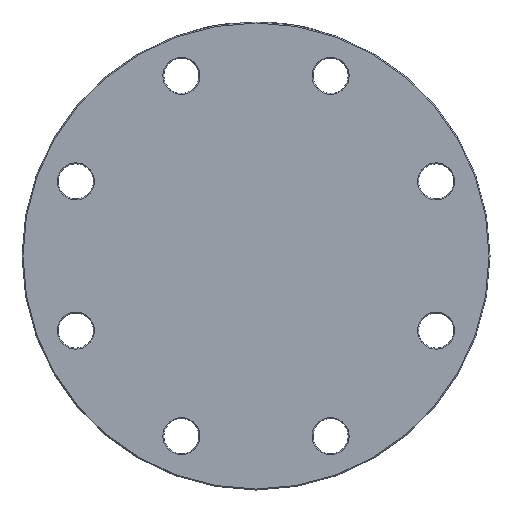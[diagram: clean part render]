
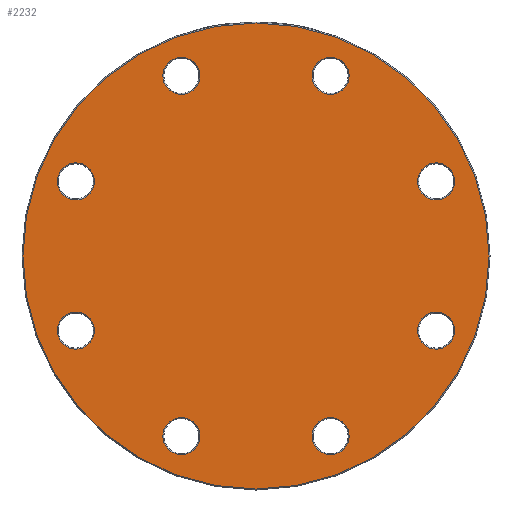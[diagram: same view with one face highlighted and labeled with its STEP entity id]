
A CAD part, left-side view. The second image highlights one B-rep face of the part: STEP entity #2232.
In plain terms, the highlighted planar face has unit normal (-1, 0, 0).
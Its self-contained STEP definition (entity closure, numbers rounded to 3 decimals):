
#27 = CARTESIAN_POINT ( 'NONE',  ( 0., 38.268, -101.888 ) ) ;
#38 = EDGE_LOOP ( 'NONE', ( #4667 ) ) ;
#53 = VERTEX_POINT ( 'NONE', #5056 ) ;
#63 = EDGE_CURVE ( 'NONE', #2443, #2443, #4571, .T. ) ;
#68 = EDGE_LOOP ( 'NONE', ( #5333 ) ) ;
#90 = DIRECTION ( 'NONE',  ( 1., 0., 0. ) ) ;
#106 = EDGE_LOOP ( 'NONE', ( #4195 ) ) ;
#109 = VERTEX_POINT ( 'NONE', #4725 ) ;
#145 = CARTESIAN_POINT ( 'NONE',  ( 0., -38.268, -92.388 ) ) ;
#241 = ORIENTED_EDGE ( 'NONE', *, *, #1502, .T. ) ;
#281 = AXIS2_PLACEMENT_3D ( 'NONE', #5293, #2182, #3535 ) ;
#284 = AXIS2_PLACEMENT_3D ( 'NONE', #145, #3890, #3016 ) ;
#321 = CARTESIAN_POINT ( 'NONE',  ( 0., -92.388, 38.268 ) ) ;
#326 = DIRECTION ( 'NONE',  ( 0., 0., -1. ) ) ;
#335 = PLANE ( 'NONE',  #1680 ) ;
#344 = ORIENTED_EDGE ( 'NONE', *, *, #2105, .T. ) ;
#386 = FACE_BOUND ( 'NONE', #1784, .T. ) ;
#444 = FACE_BOUND ( 'NONE', #38, .T. ) ;
#541 = AXIS2_PLACEMENT_3D ( 'NONE', #3634, #5309, #2813 ) ;
#623 = AXIS2_PLACEMENT_3D ( 'NONE', #3757, #2436, #2027 ) ;
#631 = AXIS2_PLACEMENT_3D ( 'NONE', #1092, #4053, #1519 ) ;
#648 = DIRECTION ( 'NONE',  ( 1., 0., 0. ) ) ;
#757 = CARTESIAN_POINT ( 'NONE',  ( 0., 38.268, -92.388 ) ) ;
#786 = EDGE_CURVE ( 'NONE', #1668, #1668, #1862, .T. ) ;
#892 = CARTESIAN_POINT ( 'NONE',  ( 0., -38.268, 82.888 ) ) ;
#958 = CARTESIAN_POINT ( 'NONE',  ( 0., 92.388, 38.268 ) ) ;
#959 = DIRECTION ( 'NONE',  ( 0., 0., -1. ) ) ;
#1092 = CARTESIAN_POINT ( 'NONE',  ( 0., -38.268, 92.388 ) ) ;
#1140 = CARTESIAN_POINT ( 'NONE',  ( 0., 0., 0. ) ) ;
#1217 = DIRECTION ( 'NONE',  ( 1., 0., 0. ) ) ;
#1268 = CARTESIAN_POINT ( 'NONE',  ( 0., -38.268, -101.888 ) ) ;
#1502 = EDGE_CURVE ( 'NONE', #2553, #2553, #1510, .T. ) ;
#1510 = CIRCLE ( 'NONE', #281, 119.5 ) ;
#1519 = DIRECTION ( 'NONE',  ( 0., 0., -1. ) ) ;
#1562 = AXIS2_PLACEMENT_3D ( 'NONE', #321, #648, #2411 ) ;
#1570 = FACE_BOUND ( 'NONE', #1757, .T. ) ;
#1598 = CIRCLE ( 'NONE', #4758, 9.5 ) ;
#1650 = FACE_BOUND ( 'NONE', #3390, .T. ) ;
#1668 = VERTEX_POINT ( 'NONE', #1696 ) ;
#1680 = AXIS2_PLACEMENT_3D ( 'NONE', #1140, #1217, #2062 ) ;
#1696 = CARTESIAN_POINT ( 'NONE',  ( 0., 38.268, 82.888 ) ) ;
#1757 = EDGE_LOOP ( 'NONE', ( #4923 ) ) ;
#1784 = EDGE_LOOP ( 'NONE', ( #3236 ) ) ;
#1862 = CIRCLE ( 'NONE', #541, 9.5 ) ;
#2003 = CIRCLE ( 'NONE', #4463, 9.5 ) ;
#2027 = DIRECTION ( 'NONE',  ( 0., 0., -1. ) ) ;
#2062 = DIRECTION ( 'NONE',  ( 0., 0., -1. ) ) ;
#2105 = EDGE_CURVE ( 'NONE', #4225, #4225, #4935, .T. ) ;
#2182 = DIRECTION ( 'NONE',  ( -1., 0., 0. ) ) ;
#2232 = ADVANCED_FACE ( 'NONE', ( #2741, #5003, #4129, #1570, #1650, #444, #386, #3744, #3283 ), #335, .F. ) ;
#2265 = CIRCLE ( 'NONE', #1562, 9.5 ) ;
#2346 = EDGE_CURVE ( 'NONE', #109, #109, #1598, .T. ) ;
#2411 = DIRECTION ( 'NONE',  ( 0., 0., -1. ) ) ;
#2436 = DIRECTION ( 'NONE',  ( 1., 0., 0. ) ) ;
#2443 = VERTEX_POINT ( 'NONE', #2504 ) ;
#2504 = CARTESIAN_POINT ( 'NONE',  ( 0., 92.388, -47.768 ) ) ;
#2528 = CARTESIAN_POINT ( 'NONE',  ( 0., 0., -119.5 ) ) ;
#2553 = VERTEX_POINT ( 'NONE', #2528 ) ;
#2611 = ORIENTED_EDGE ( 'NONE', *, *, #2346, .T. ) ;
#2741 = FACE_BOUND ( 'NONE', #2971, .T. ) ;
#2743 = EDGE_LOOP ( 'NONE', ( #344 ) ) ;
#2813 = DIRECTION ( 'NONE',  ( 0., 0., -1. ) ) ;
#2895 = EDGE_CURVE ( 'NONE', #53, #53, #4940, .T. ) ;
#2946 = EDGE_CURVE ( 'NONE', #4253, #4253, #4070, .T. ) ;
#2971 = EDGE_LOOP ( 'NONE', ( #2611 ) ) ;
#3016 = DIRECTION ( 'NONE',  ( 0., 0., -1. ) ) ;
#3236 = ORIENTED_EDGE ( 'NONE', *, *, #2895, .T. ) ;
#3283 = FACE_BOUND ( 'NONE', #68, .T. ) ;
#3390 = EDGE_LOOP ( 'NONE', ( #4286 ) ) ;
#3535 = DIRECTION ( 'NONE',  ( 0., 0., -1. ) ) ;
#3634 = CARTESIAN_POINT ( 'NONE',  ( 0., 38.268, 92.388 ) ) ;
#3744 = FACE_OUTER_BOUND ( 'NONE', #4898, .T. ) ;
#3757 = CARTESIAN_POINT ( 'NONE',  ( 0., 92.388, -38.268 ) ) ;
#3831 = CARTESIAN_POINT ( 'NONE',  ( 0., -92.388, -38.268 ) ) ;
#3890 = DIRECTION ( 'NONE',  ( 1., 0., 0. ) ) ;
#3912 = VERTEX_POINT ( 'NONE', #5110 ) ;
#3935 = EDGE_CURVE ( 'NONE', #3912, #3912, #2265, .T. ) ;
#4053 = DIRECTION ( 'NONE',  ( 1., 0., 0. ) ) ;
#4070 = CIRCLE ( 'NONE', #284, 9.5 ) ;
#4097 = DIRECTION ( 'NONE',  ( 1., 0., 0. ) ) ;
#4129 = FACE_BOUND ( 'NONE', #2743, .T. ) ;
#4195 = ORIENTED_EDGE ( 'NONE', *, *, #786, .T. ) ;
#4225 = VERTEX_POINT ( 'NONE', #892 ) ;
#4234 = DIRECTION ( 'NONE',  ( 1., 0., 0. ) ) ;
#4253 = VERTEX_POINT ( 'NONE', #1268 ) ;
#4286 = ORIENTED_EDGE ( 'NONE', *, *, #5438, .T. ) ;
#4329 = AXIS2_PLACEMENT_3D ( 'NONE', #3831, #4234, #959 ) ;
#4463 = AXIS2_PLACEMENT_3D ( 'NONE', #757, #4097, #326 ) ;
#4571 = CIRCLE ( 'NONE', #623, 9.5 ) ;
#4667 = ORIENTED_EDGE ( 'NONE', *, *, #2946, .T. ) ;
#4725 = CARTESIAN_POINT ( 'NONE',  ( 0., 92.388, 28.768 ) ) ;
#4756 = DIRECTION ( 'NONE',  ( 0., 0., -1. ) ) ;
#4758 = AXIS2_PLACEMENT_3D ( 'NONE', #958, #90, #4756 ) ;
#4898 = EDGE_LOOP ( 'NONE', ( #241 ) ) ;
#4923 = ORIENTED_EDGE ( 'NONE', *, *, #3935, .T. ) ;
#4935 = CIRCLE ( 'NONE', #631, 9.5 ) ;
#4940 = CIRCLE ( 'NONE', #4329, 9.5 ) ;
#5003 = FACE_BOUND ( 'NONE', #106, .T. ) ;
#5056 = CARTESIAN_POINT ( 'NONE',  ( 0., -92.388, -47.768 ) ) ;
#5110 = CARTESIAN_POINT ( 'NONE',  ( 0., -92.388, 28.768 ) ) ;
#5143 = VERTEX_POINT ( 'NONE', #27 ) ;
#5293 = CARTESIAN_POINT ( 'NONE',  ( 0., 0., 0. ) ) ;
#5309 = DIRECTION ( 'NONE',  ( 1., 0., 0. ) ) ;
#5333 = ORIENTED_EDGE ( 'NONE', *, *, #63, .T. ) ;
#5438 = EDGE_CURVE ( 'NONE', #5143, #5143, #2003, .T. ) ;
